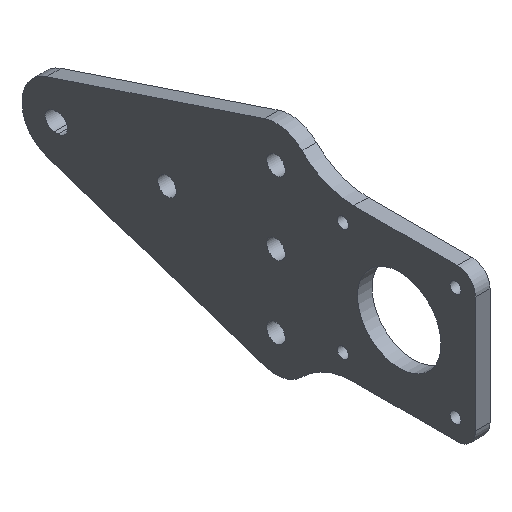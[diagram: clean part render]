
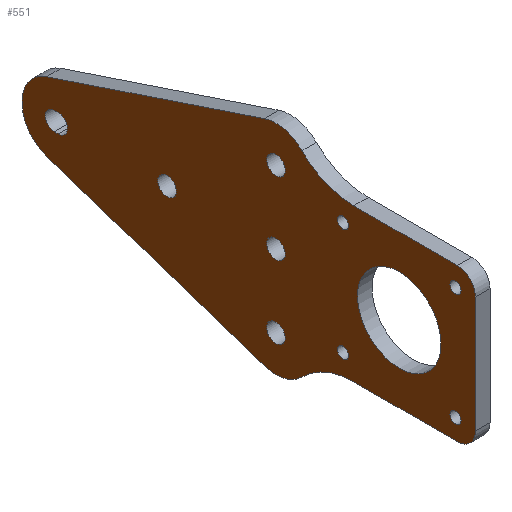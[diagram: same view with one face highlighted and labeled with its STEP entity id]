
A CAD part, isometric view. The second image highlights one B-rep face of the part: STEP entity #551.
In plain terms, the highlighted planar face has unit normal (-1, 0, 0).
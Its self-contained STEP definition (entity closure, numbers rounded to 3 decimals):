
#25=FACE_BOUND('',#108,.T.);
#26=FACE_BOUND('',#109,.T.);
#27=FACE_BOUND('',#110,.T.);
#28=FACE_BOUND('',#111,.T.);
#29=FACE_BOUND('',#112,.T.);
#30=FACE_BOUND('',#113,.T.);
#31=FACE_BOUND('',#114,.T.);
#32=FACE_BOUND('',#115,.T.);
#33=FACE_BOUND('',#116,.T.);
#34=FACE_BOUND('',#117,.T.);
#43=PLANE('',#628);
#70=FACE_OUTER_BOUND('',#107,.T.);
#107=EDGE_LOOP('',(#482,#483,#484,#485,#486,#487,#488,#489,#490,#491,#492,
#493));
#108=EDGE_LOOP('',(#494));
#109=EDGE_LOOP('',(#495));
#110=EDGE_LOOP('',(#496));
#111=EDGE_LOOP('',(#497));
#112=EDGE_LOOP('',(#498));
#113=EDGE_LOOP('',(#499));
#114=EDGE_LOOP('',(#500));
#115=EDGE_LOOP('',(#501));
#116=EDGE_LOOP('',(#502));
#117=EDGE_LOOP('',(#503,#504,#505,#506));
#122=LINE('',#811,#161);
#132=LINE('',#869,#171);
#135=LINE('',#877,#174);
#143=LINE('',#909,#182);
#147=LINE('',#918,#186);
#155=LINE('',#945,#194);
#156=LINE('',#947,#195);
#161=VECTOR('',#643,10.);
#171=VECTOR('',#699,10.);
#174=VECTOR('',#708,10.);
#182=VECTOR('',#746,10.);
#186=VECTOR('',#756,10.);
#194=VECTOR('',#790,10.);
#195=VECTOR('',#793,10.);
#196=CIRCLE('',#567,5.);
#215=CIRCLE('',#589,5.);
#216=CIRCLE('',#591,20.);
#217=CIRCLE('',#594,20.);
#218=CIRCLE('',#597,1.525);
#219=CIRCLE('',#599,1.525);
#220=CIRCLE('',#601,1.525);
#221=CIRCLE('',#603,1.525);
#222=CIRCLE('',#605,11.5);
#223=CIRCLE('',#607,10.);
#224=CIRCLE('',#609,10.);
#225=CIRCLE('',#612,2.55);
#226=CIRCLE('',#615,2.55);
#227=CIRCLE('',#617,2.55);
#228=CIRCLE('',#619,2.55);
#229=CIRCLE('',#621,2.55);
#230=CIRCLE('',#623,2.55);
#231=CIRCLE('',#625,10.);
#232=VERTEX_POINT('',#798);
#233=VERTEX_POINT('',#799);
#237=VERTEX_POINT('',#809);
#260=VERTEX_POINT('',#859);
#261=VERTEX_POINT('',#863);
#262=VERTEX_POINT('',#865);
#263=VERTEX_POINT('',#871);
#264=VERTEX_POINT('',#872);
#265=VERTEX_POINT('',#879);
#266=VERTEX_POINT('',#883);
#267=VERTEX_POINT('',#887);
#268=VERTEX_POINT('',#891);
#269=VERTEX_POINT('',#895);
#270=VERTEX_POINT('',#899);
#271=VERTEX_POINT('',#903);
#272=VERTEX_POINT('',#907);
#273=VERTEX_POINT('',#908);
#274=VERTEX_POINT('',#913);
#275=VERTEX_POINT('',#917);
#276=VERTEX_POINT('',#923);
#277=VERTEX_POINT('',#927);
#278=VERTEX_POINT('',#931);
#279=VERTEX_POINT('',#935);
#280=VERTEX_POINT('',#939);
#281=VERTEX_POINT('',#940);
#282=EDGE_CURVE('',#232,#233,#196,.T.);
#288=EDGE_CURVE('',#232,#237,#122,.T.);
#312=EDGE_CURVE('',#260,#237,#215,.T.);
#315=EDGE_CURVE('',#261,#262,#216,.T.);
#317=EDGE_CURVE('',#261,#233,#132,.T.);
#318=EDGE_CURVE('',#263,#264,#217,.T.);
#321=EDGE_CURVE('',#260,#264,#135,.T.);
#322=EDGE_CURVE('',#265,#265,#218,.T.);
#324=EDGE_CURVE('',#266,#266,#219,.T.);
#326=EDGE_CURVE('',#267,#267,#220,.T.);
#328=EDGE_CURVE('',#268,#268,#221,.T.);
#330=EDGE_CURVE('',#269,#269,#222,.T.);
#332=EDGE_CURVE('',#262,#270,#223,.T.);
#335=EDGE_CURVE('',#271,#263,#224,.T.);
#336=EDGE_CURVE('',#272,#273,#143,.T.);
#339=EDGE_CURVE('',#274,#272,#225,.T.);
#341=EDGE_CURVE('',#275,#274,#147,.T.);
#343=EDGE_CURVE('',#273,#275,#226,.T.);
#345=EDGE_CURVE('',#276,#276,#227,.T.);
#347=EDGE_CURVE('',#277,#277,#228,.T.);
#349=EDGE_CURVE('',#278,#278,#229,.T.);
#351=EDGE_CURVE('',#279,#279,#230,.T.);
#352=EDGE_CURVE('',#280,#281,#231,.T.);
#355=EDGE_CURVE('',#270,#280,#155,.T.);
#356=EDGE_CURVE('',#281,#271,#156,.T.);
#482=ORIENTED_EDGE('',*,*,#282,.F.);
#483=ORIENTED_EDGE('',*,*,#288,.T.);
#484=ORIENTED_EDGE('',*,*,#312,.F.);
#485=ORIENTED_EDGE('',*,*,#321,.T.);
#486=ORIENTED_EDGE('',*,*,#318,.F.);
#487=ORIENTED_EDGE('',*,*,#335,.F.);
#488=ORIENTED_EDGE('',*,*,#356,.F.);
#489=ORIENTED_EDGE('',*,*,#352,.F.);
#490=ORIENTED_EDGE('',*,*,#355,.F.);
#491=ORIENTED_EDGE('',*,*,#332,.F.);
#492=ORIENTED_EDGE('',*,*,#315,.F.);
#493=ORIENTED_EDGE('',*,*,#317,.T.);
#494=ORIENTED_EDGE('',*,*,#322,.T.);
#495=ORIENTED_EDGE('',*,*,#324,.T.);
#496=ORIENTED_EDGE('',*,*,#326,.T.);
#497=ORIENTED_EDGE('',*,*,#328,.T.);
#498=ORIENTED_EDGE('',*,*,#330,.T.);
#499=ORIENTED_EDGE('',*,*,#351,.F.);
#500=ORIENTED_EDGE('',*,*,#349,.F.);
#501=ORIENTED_EDGE('',*,*,#347,.F.);
#502=ORIENTED_EDGE('',*,*,#345,.F.);
#503=ORIENTED_EDGE('',*,*,#343,.F.);
#504=ORIENTED_EDGE('',*,*,#336,.F.);
#505=ORIENTED_EDGE('',*,*,#339,.F.);
#506=ORIENTED_EDGE('',*,*,#341,.F.);
#551=ADVANCED_FACE('',(#70,#25,#26,#27,#28,#29,#30,#31,#32,#33,#34),#43,
 .F.);
#567=AXIS2_PLACEMENT_3D('',#800,#633,#634);
#589=AXIS2_PLACEMENT_3D('',#860,#688,#689);
#591=AXIS2_PLACEMENT_3D('',#866,#694,#695);
#594=AXIS2_PLACEMENT_3D('',#873,#702,#703);
#597=AXIS2_PLACEMENT_3D('',#880,#711,#712);
#599=AXIS2_PLACEMENT_3D('',#884,#716,#717);
#601=AXIS2_PLACEMENT_3D('',#888,#721,#722);
#603=AXIS2_PLACEMENT_3D('',#892,#726,#727);
#605=AXIS2_PLACEMENT_3D('',#896,#731,#732);
#607=AXIS2_PLACEMENT_3D('',#900,#736,#737);
#609=AXIS2_PLACEMENT_3D('',#905,#742,#743);
#612=AXIS2_PLACEMENT_3D('',#914,#751,#752);
#615=AXIS2_PLACEMENT_3D('',#921,#760,#761);
#617=AXIS2_PLACEMENT_3D('',#925,#765,#766);
#619=AXIS2_PLACEMENT_3D('',#929,#770,#771);
#621=AXIS2_PLACEMENT_3D('',#933,#775,#776);
#623=AXIS2_PLACEMENT_3D('',#937,#780,#781);
#625=AXIS2_PLACEMENT_3D('',#941,#784,#785);
#628=AXIS2_PLACEMENT_3D('',#948,#794,#795);
#633=DIRECTION('center_axis',(1.,0.,0.));
#634=DIRECTION('ref_axis',(0.,-0.707,-0.707));
#643=DIRECTION('',(0.,0.,1.));
#688=DIRECTION('center_axis',(1.,0.,0.));
#689=DIRECTION('ref_axis',(0.,-0.707,0.707));
#694=DIRECTION('center_axis',(-1.,0.,0.));
#695=DIRECTION('ref_axis',(0.,0.387,0.922));
#699=DIRECTION('',(0.,-1.,0.));
#702=DIRECTION('center_axis',(-1.,0.,0.));
#703=DIRECTION('ref_axis',(0.,0.387,-0.922));
#708=DIRECTION('',(0.,1.,0.));
#711=DIRECTION('center_axis',(1.,0.,0.));
#712=DIRECTION('ref_axis',(0.,1.,0.));
#716=DIRECTION('center_axis',(1.,0.,0.));
#717=DIRECTION('ref_axis',(0.,1.,0.));
#721=DIRECTION('center_axis',(1.,0.,0.));
#722=DIRECTION('ref_axis',(0.,1.,0.));
#726=DIRECTION('center_axis',(1.,0.,0.));
#727=DIRECTION('ref_axis',(0.,1.,0.));
#731=DIRECTION('center_axis',(1.,0.,0.));
#732=DIRECTION('ref_axis',(0.,1.,0.));
#736=DIRECTION('center_axis',(1.,0.,0.));
#737=DIRECTION('ref_axis',(0.,1.,0.));
#742=DIRECTION('center_axis',(1.,0.,0.));
#743=DIRECTION('ref_axis',(0.,1.,0.));
#746=DIRECTION('',(0.,-1.,0.));
#751=DIRECTION('center_axis',(-1.,0.,0.));
#752=DIRECTION('ref_axis',(0.,1.,0.));
#756=DIRECTION('',(0.,1.,0.));
#760=DIRECTION('center_axis',(-1.,0.,0.));
#761=DIRECTION('ref_axis',(0.,1.,0.));
#765=DIRECTION('center_axis',(-1.,0.,0.));
#766=DIRECTION('ref_axis',(0.,1.,0.));
#770=DIRECTION('center_axis',(-1.,0.,0.));
#771=DIRECTION('ref_axis',(0.,1.,0.));
#775=DIRECTION('center_axis',(-1.,0.,0.));
#776=DIRECTION('ref_axis',(0.,1.,0.));
#780=DIRECTION('center_axis',(-1.,0.,0.));
#781=DIRECTION('ref_axis',(0.,1.,0.));
#784=DIRECTION('center_axis',(1.,0.,0.));
#785=DIRECTION('ref_axis',(0.,1.,0.));
#790=DIRECTION('',(0.,0.949,0.316));
#793=DIRECTION('',(0.,-0.949,0.316));
#794=DIRECTION('center_axis',(1.,0.,0.));
#795=DIRECTION('ref_axis',(0.,1.,0.));
#798=CARTESIAN_POINT('',(0.,-114.961,-16.));
#799=CARTESIAN_POINT('',(0.,-109.961,-21.));
#800=CARTESIAN_POINT('Origin',(0.,-109.961,-16.));
#809=CARTESIAN_POINT('',(0.,-114.961,16.));
#811=CARTESIAN_POINT('',(0.,-114.961,-21.));
#859=CARTESIAN_POINT('',(0.,-109.961,21.));
#860=CARTESIAN_POINT('Origin',(0.,-109.961,16.));
#863=CARTESIAN_POINT('',(0.,-81.424,-21.));
#865=CARTESIAN_POINT('',(0.,-67.141,-27.));
#866=CARTESIAN_POINT('Origin',(0.,-81.424,-41.));
#869=CARTESIAN_POINT('',(0.,-72.961,-21.));
#871=CARTESIAN_POINT('',(0.,-67.141,27.));
#872=CARTESIAN_POINT('',(0.,-81.424,21.));
#873=CARTESIAN_POINT('Origin',(0.,-81.424,41.));
#877=CARTESIAN_POINT('',(0.,-72.961,21.));
#879=CARTESIAN_POINT('',(0.,-79.986,-15.5));
#880=CARTESIAN_POINT('Origin',(0.,-78.461,-15.5));
#883=CARTESIAN_POINT('',(0.,-110.986,-15.5));
#884=CARTESIAN_POINT('Origin',(0.,-109.461,-15.5));
#887=CARTESIAN_POINT('',(0.,-110.986,15.5));
#888=CARTESIAN_POINT('Origin',(0.,-109.461,15.5));
#891=CARTESIAN_POINT('',(0.,-79.986,15.5));
#892=CARTESIAN_POINT('Origin',(0.,-78.461,15.5));
#895=CARTESIAN_POINT('',(0.,-105.461,0.));
#896=CARTESIAN_POINT('Origin',(0.,-93.961,0.));
#899=CARTESIAN_POINT('',(0.,-56.838,-29.487));
#900=CARTESIAN_POINT('Origin',(0.,-60.,-20.));
#903=CARTESIAN_POINT('',(0.,-56.838,29.487));
#905=CARTESIAN_POINT('Origin',(0.,-60.,20.));
#907=CARTESIAN_POINT('',(0.,1.,-2.55));
#908=CARTESIAN_POINT('',(0.,0.,-2.55));
#909=CARTESIAN_POINT('',(0.,0.,-2.55));
#913=CARTESIAN_POINT('',(0.,1.,2.55));
#914=CARTESIAN_POINT('Origin',(0.,1.,0.));
#917=CARTESIAN_POINT('',(0.,0.,2.55));
#918=CARTESIAN_POINT('',(0.,0.,2.55));
#921=CARTESIAN_POINT('Origin',(0.,0.,0.));
#923=CARTESIAN_POINT('',(0.,-32.55,0.));
#925=CARTESIAN_POINT('Origin',(0.,-30.,0.));
#927=CARTESIAN_POINT('',(0.,-62.55,20.));
#929=CARTESIAN_POINT('Origin',(0.,-60.,20.));
#931=CARTESIAN_POINT('',(0.,-62.55,-20.));
#933=CARTESIAN_POINT('Origin',(0.,-60.,-20.));
#935=CARTESIAN_POINT('',(0.,-62.55,0.));
#937=CARTESIAN_POINT('Origin',(0.,-60.,0.));
#939=CARTESIAN_POINT('',(0.,3.162,-9.487));
#940=CARTESIAN_POINT('',(0.,3.161,9.487));
#941=CARTESIAN_POINT('Origin',(0.,0.,0.));
#945=CARTESIAN_POINT('',(0.,-56.838,-29.487));
#947=CARTESIAN_POINT('',(0.,3.161,9.487));
#948=CARTESIAN_POINT('Origin',(0.,-30.,0.));
